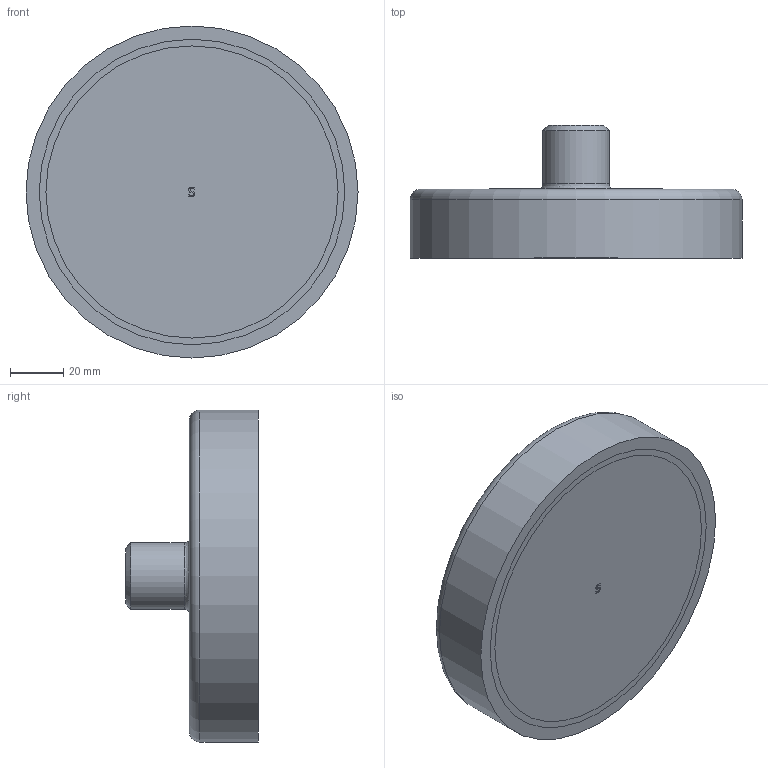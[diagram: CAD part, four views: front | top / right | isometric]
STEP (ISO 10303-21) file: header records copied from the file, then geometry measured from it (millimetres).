
FILE_DESCRIPTION(/* description */ ('','CAx-IF Rec.Pracs.---Representation and Presentation of Product Manufacturing Information (PMI)---4.0---2014-10-13'),/* implementation_level */ '2;1');
FILE_NAME(/* name */ 'GM16512.stp',/* time_stamp */ '2020-09-03T10:30:21+02:00',/* author */ ('tm'),/* organization */ (''),/* preprocessor_version */ 'ST-DEVELOPER v17.2',/* originating_system */ 'Autodesk Inventor 2019',/* authorisation */ '');
FILE_SCHEMA (('AP242_MANAGED_MODEL_BASED_3D_ENGINEERING_MIM_LF { 1 0 10303 442 1 1 4 }'));
Length unit declared in the file: millimetre
Products named in the file (4): GM16512; E0133617; E0133618; E0133619
Assembly tree (3 placements, depth 2):
  GM16512
    E0133617
    E0133618
    E0133619
Bounding box: 125 x 50 x 125 mm (x, y, z)
Volume: 326665.1 mm3; surface area: 85724.6 mm2
Topology: 3 solids, 3 shells, 52 faces, 130 edges, 89 vertices
Faces by surface type: plane 25, bspline 17, cylinder 7, cone 2, torus 1
Full cylindrical faces by diameter (mm): 12 x1, 25 x1, 110 x2, 115 x2, 125 x1
Entity records: 2049 total; most frequent: CARTESIAN_POINT 706, ORIENTED_EDGE 248, DIRECTION 211, EDGE_CURVE 124, VERTEX_POINT 83, AXIS2_PLACEMENT_3D 72, LINE 67, VECTOR 67
